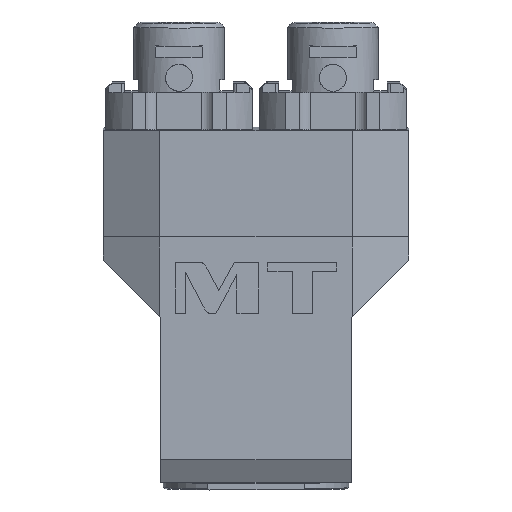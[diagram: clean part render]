
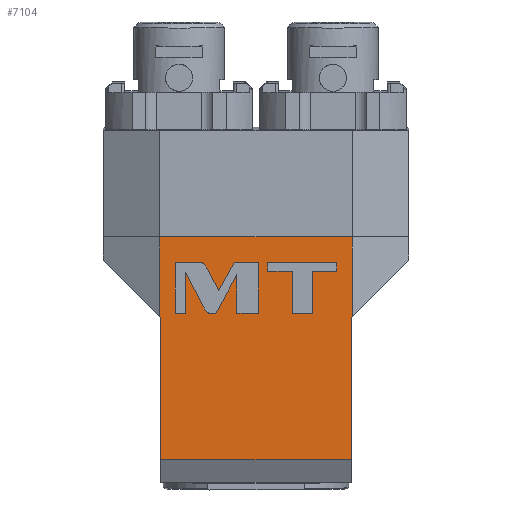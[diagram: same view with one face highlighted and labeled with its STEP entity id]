
A CAD part, left-side view. The second image highlights one B-rep face of the part: STEP entity #7104.
In plain terms, the highlighted planar face has unit normal (-1, 0, 0).
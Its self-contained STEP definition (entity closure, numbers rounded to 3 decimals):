
#749=DIRECTION('',(0.,0.,-1.));
#750=VECTOR('',#749,62.722);
#751=CARTESIAN_POINT('',(-115.8,-42.,6.));
#752=LINE('',#751,#750);
#753=DIRECTION('',(0.,-1.,0.));
#754=VECTOR('',#753,84.);
#755=CARTESIAN_POINT('',(-115.8,42.,-56.722));
#756=LINE('',#755,#754);
#757=DIRECTION('',(0.,0.,1.));
#758=VECTOR('',#757,62.722);
#759=CARTESIAN_POINT('',(-115.8,42.,-56.722));
#760=LINE('',#759,#758);
#761=DIRECTION('',(0.,0.707,0.707));
#762=VECTOR('',#761,0.707);
#763=CARTESIAN_POINT('',(-115.8,42.,6.));
#764=LINE('',#763,#762);
#765=DIRECTION('',(0.,0.,-1.));
#766=VECTOR('',#765,35.294);
#767=CARTESIAN_POINT('',(-115.8,42.5,41.794));
#768=LINE('',#767,#766);
#769=DIRECTION('',(0.,1.,0.));
#770=VECTOR('',#769,85.);
#771=CARTESIAN_POINT('',(-115.8,-42.5,41.794));
#772=LINE('',#771,#770);
#773=DIRECTION('',(0.,0.,1.));
#774=VECTOR('',#773,35.294);
#775=CARTESIAN_POINT('',(-115.8,-42.5,6.5));
#776=LINE('',#775,#774);
#777=DIRECTION('',(0.,0.707,-0.707));
#778=VECTOR('',#777,0.707);
#779=CARTESIAN_POINT('',(-115.8,-42.5,6.5));
#780=LINE('',#779,#778);
#781=CARTESIAN_POINT('',(-115.8,22.143,28.942));
#782=CARTESIAN_POINT('',(-115.8,22.609,29.841));
#783=CARTESIAN_POINT('',(-115.8,23.527,30.4));
#784=CARTESIAN_POINT('',(-115.8,24.539,30.4));
#786=DIRECTION('',(0.,1.,0.));
#787=VECTOR('',#786,11.261);
#788=CARTESIAN_POINT('',(-115.8,24.539,30.4));
#789=LINE('',#788,#787);
#790=DIRECTION('',(0.,0.,-1.));
#791=VECTOR('',#790,22.4);
#792=CARTESIAN_POINT('',(-115.8,35.8,30.4));
#793=LINE('',#792,#791);
#794=DIRECTION('',(0.,-1.,0.));
#795=VECTOR('',#794,4.659);
#796=CARTESIAN_POINT('',(-115.8,35.8,8.));
#797=LINE('',#796,#795);
#798=DIRECTION('',(0.,0.,1.));
#799=VECTOR('',#798,18.146);
#800=CARTESIAN_POINT('',(-115.8,31.141,8.));
#801=LINE('',#800,#799);
#802=DIRECTION('',(0.,-0.459,-0.888));
#803=VECTOR('',#802,18.787);
#804=CARTESIAN_POINT('',(-115.8,31.141,26.146));
#805=LINE('',#804,#803);
#806=CARTESIAN_POINT('',(-115.8,22.512,9.458));
#807=CARTESIAN_POINT('',(-115.8,22.046,8.558));
#808=CARTESIAN_POINT('',(-115.8,21.127,8.));
#809=CARTESIAN_POINT('',(-115.8,20.113,8.));
#811=DIRECTION('',(0.,-1.,0.));
#812=VECTOR('',#811,2.336);
#813=CARTESIAN_POINT('',(-115.8,20.113,8.));
#814=LINE('',#813,#812);
#815=DIRECTION('',(0.,-0.481,0.877));
#816=VECTOR('',#815,19.436);
#817=CARTESIAN_POINT('',(-115.8,17.777,8.));
#818=LINE('',#817,#816);
#819=DIRECTION('',(0.,0.,-1.));
#820=VECTOR('',#819,17.038);
#821=CARTESIAN_POINT('',(-115.8,8.425,25.038));
#822=LINE('',#821,#820);
#823=DIRECTION('',(0.,-1.,0.));
#824=VECTOR('',#823,9.426);
#825=CARTESIAN_POINT('',(-115.8,8.425,8.));
#826=LINE('',#825,#824);
#827=DIRECTION('',(0.,0.,1.));
#828=VECTOR('',#827,22.4);
#829=CARTESIAN_POINT('',(-115.8,-1.001,8.));
#830=LINE('',#829,#828);
#831=DIRECTION('',(0.,1.,0.));
#832=VECTOR('',#831,10.626);
#833=CARTESIAN_POINT('',(-115.8,-1.001,30.4));
#834=LINE('',#833,#832);
#835=DIRECTION('',(0.,0.481,-0.877));
#836=VECTOR('',#835,14.203);
#837=CARTESIAN_POINT('',(-115.8,9.626,30.4));
#838=LINE('',#837,#836);
#839=DIRECTION('',(0.,0.459,0.888));
#840=VECTOR('',#839,12.374);
#841=CARTESIAN_POINT('',(-115.8,16.46,17.95));
#842=LINE('',#841,#840);
#843=DIRECTION('',(0.,0.,-1.));
#844=VECTOR('',#843,18.586);
#845=CARTESIAN_POINT('',(-115.8,-16.065,26.586));
#846=LINE('',#845,#844);
#847=DIRECTION('',(0.,-1.,0.));
#848=VECTOR('',#847,8.874);
#849=CARTESIAN_POINT('',(-115.8,-16.065,8.));
#850=LINE('',#849,#848);
#851=DIRECTION('',(0.,0.,1.));
#852=VECTOR('',#851,18.586);
#853=CARTESIAN_POINT('',(-115.8,-24.938,8.));
#854=LINE('',#853,#852);
#855=DIRECTION('',(0.,-1.,0.));
#856=VECTOR('',#855,10.859);
#857=CARTESIAN_POINT('',(-115.8,-24.938,26.586));
#858=LINE('',#857,#856);
#859=DIRECTION('',(0.,0.,1.));
#860=VECTOR('',#859,3.814);
#861=CARTESIAN_POINT('',(-115.8,-35.798,26.586));
#862=LINE('',#861,#860);
#863=DIRECTION('',(0.,1.,0.));
#864=VECTOR('',#863,30.592);
#865=CARTESIAN_POINT('',(-115.8,-35.798,30.4));
#866=LINE('',#865,#864);
#867=DIRECTION('',(0.,0.,-1.));
#868=VECTOR('',#867,3.814);
#869=CARTESIAN_POINT('',(-115.8,-5.206,30.4));
#870=LINE('',#869,#868);
#871=DIRECTION('',(0.,-1.,0.));
#872=VECTOR('',#871,10.859);
#873=CARTESIAN_POINT('',(-115.8,-5.206,26.586));
#874=LINE('',#873,#872);
#5264=CARTESIAN_POINT('',(-115.8,-42.,6.));
#5265=CARTESIAN_POINT('',(-115.8,-42.,-56.722));
#5266=VERTEX_POINT('',#5264);
#5267=VERTEX_POINT('',#5265);
#5268=CARTESIAN_POINT('',(-115.8,42.,-56.722));
#5269=CARTESIAN_POINT('',(-115.8,42.,6.));
#5270=VERTEX_POINT('',#5268);
#5271=VERTEX_POINT('',#5269);
#5290=CARTESIAN_POINT('',(-115.8,-42.5,6.5));
#5291=VERTEX_POINT('',#5290);
#5292=CARTESIAN_POINT('',(-115.8,-42.5,41.794));
#5293=VERTEX_POINT('',#5292);
#5294=CARTESIAN_POINT('',(-115.8,42.5,6.5));
#5296=VERTEX_POINT('',#5294);
#5300=CARTESIAN_POINT('',(-115.8,42.5,41.794));
#5301=VERTEX_POINT('',#5300);
#6297=CARTESIAN_POINT('',(-115.8,22.143,28.942));
#6298=VERTEX_POINT('',#6297);
#6299=CARTESIAN_POINT('',(-115.8,24.539,30.4));
#6300=VERTEX_POINT('',#6299);
#6301=CARTESIAN_POINT('',(-115.8,35.8,30.4));
#6302=VERTEX_POINT('',#6301);
#6303=CARTESIAN_POINT('',(-115.8,35.8,8.));
#6304=VERTEX_POINT('',#6303);
#6305=CARTESIAN_POINT('',(-115.8,31.141,8.));
#6306=VERTEX_POINT('',#6305);
#6307=CARTESIAN_POINT('',(-115.8,31.141,26.146));
#6308=VERTEX_POINT('',#6307);
#6309=CARTESIAN_POINT('',(-115.8,22.512,9.458));
#6310=VERTEX_POINT('',#6309);
#6311=CARTESIAN_POINT('',(-115.8,20.113,8.));
#6312=VERTEX_POINT('',#6311);
#6313=CARTESIAN_POINT('',(-115.8,17.777,8.));
#6314=VERTEX_POINT('',#6313);
#6315=CARTESIAN_POINT('',(-115.8,8.425,25.038));
#6316=VERTEX_POINT('',#6315);
#6317=CARTESIAN_POINT('',(-115.8,8.425,8.));
#6318=VERTEX_POINT('',#6317);
#6319=CARTESIAN_POINT('',(-115.8,-1.001,8.));
#6320=VERTEX_POINT('',#6319);
#6321=CARTESIAN_POINT('',(-115.8,-1.001,30.4));
#6322=VERTEX_POINT('',#6321);
#6323=CARTESIAN_POINT('',(-115.8,9.626,30.4));
#6324=VERTEX_POINT('',#6323);
#6325=CARTESIAN_POINT('',(-115.8,16.46,17.95));
#6326=VERTEX_POINT('',#6325);
#6327=CARTESIAN_POINT('',(-115.8,-16.065,26.586));
#6328=VERTEX_POINT('',#6327);
#6329=CARTESIAN_POINT('',(-115.8,-16.065,8.));
#6330=VERTEX_POINT('',#6329);
#6331=CARTESIAN_POINT('',(-115.8,-24.938,8.));
#6332=VERTEX_POINT('',#6331);
#6333=CARTESIAN_POINT('',(-115.8,-24.938,26.586));
#6334=VERTEX_POINT('',#6333);
#6335=CARTESIAN_POINT('',(-115.8,-35.798,26.586));
#6336=VERTEX_POINT('',#6335);
#6337=CARTESIAN_POINT('',(-115.8,-35.798,30.4));
#6338=VERTEX_POINT('',#6337);
#6339=CARTESIAN_POINT('',(-115.8,-5.206,30.4));
#6340=VERTEX_POINT('',#6339);
#6341=CARTESIAN_POINT('',(-115.8,-5.206,26.586));
#6342=VERTEX_POINT('',#6341);
#7038=CARTESIAN_POINT('',(-115.8,0.,0.));
#7039=DIRECTION('',(1.,0.,0.));
#7040=DIRECTION('',(0.,1.,0.));
#7041=AXIS2_PLACEMENT_3D('',#7038,#7039,#7040);
#7042=PLANE('',#7041);
#7043=ORIENTED_EDGE('',*,*,#6827,.T.);
#7045=ORIENTED_EDGE('',*,*,#7044,.F.);
#7046=ORIENTED_EDGE('',*,*,#6679,.T.);
#7047=ORIENTED_EDGE('',*,*,#7015,.T.);
#7048=ORIENTED_EDGE('',*,*,#7033,.F.);
#7049=ORIENTED_EDGE('',*,*,#6933,.F.);
#7050=ORIENTED_EDGE('',*,*,#6894,.F.);
#7051=ORIENTED_EDGE('',*,*,#6881,.T.);
#7052=EDGE_LOOP('',(#7043,#7045,#7046,#7047,#7048,#7049,#7050,#7051));
#7053=FACE_OUTER_BOUND('',#7052,.F.);
#7055=ORIENTED_EDGE('',*,*,#7054,.T.);
#7057=ORIENTED_EDGE('',*,*,#7056,.T.);
#7059=ORIENTED_EDGE('',*,*,#7058,.T.);
#7061=ORIENTED_EDGE('',*,*,#7060,.T.);
#7063=ORIENTED_EDGE('',*,*,#7062,.T.);
#7065=ORIENTED_EDGE('',*,*,#7064,.T.);
#7067=ORIENTED_EDGE('',*,*,#7066,.T.);
#7069=ORIENTED_EDGE('',*,*,#7068,.T.);
#7071=ORIENTED_EDGE('',*,*,#7070,.T.);
#7073=ORIENTED_EDGE('',*,*,#7072,.T.);
#7075=ORIENTED_EDGE('',*,*,#7074,.T.);
#7077=ORIENTED_EDGE('',*,*,#7076,.T.);
#7079=ORIENTED_EDGE('',*,*,#7078,.T.);
#7081=ORIENTED_EDGE('',*,*,#7080,.T.);
#7083=ORIENTED_EDGE('',*,*,#7082,.T.);
#7084=EDGE_LOOP('',(#7055,#7057,#7059,#7061,#7063,#7065,#7067,#7069,#7071,#7073,
#7075,#7077,#7079,#7081,#7083));
#7085=FACE_BOUND('',#7084,.F.);
#7087=ORIENTED_EDGE('',*,*,#7086,.T.);
#7089=ORIENTED_EDGE('',*,*,#7088,.T.);
#7091=ORIENTED_EDGE('',*,*,#7090,.T.);
#7093=ORIENTED_EDGE('',*,*,#7092,.T.);
#7095=ORIENTED_EDGE('',*,*,#7094,.T.);
#7097=ORIENTED_EDGE('',*,*,#7096,.T.);
#7099=ORIENTED_EDGE('',*,*,#7098,.T.);
#7101=ORIENTED_EDGE('',*,*,#7100,.T.);
#7102=EDGE_LOOP('',(#7087,#7089,#7091,#7093,#7095,#7097,#7099,#7101));
#7103=FACE_BOUND('',#7102,.F.);
#7104=ADVANCED_FACE('',(#7053,#7085,#7103),#7042,.F.);
#785=B_SPLINE_CURVE_WITH_KNOTS('',3,(#781,#782,#783,#784),.UNSPECIFIED.,.F.,.F.,
(4,4),(0.,1.),.UNSPECIFIED.);
#810=B_SPLINE_CURVE_WITH_KNOTS('',3,(#806,#807,#808,#809),.UNSPECIFIED.,.F.,.F.,
(4,4),(0.,1.),.UNSPECIFIED.);
#6679=EDGE_CURVE('',#5270,#5271,#760,.T.);
#6827=EDGE_CURVE('',#5266,#5267,#752,.T.);
#6881=EDGE_CURVE('',#5291,#5266,#780,.T.);
#6894=EDGE_CURVE('',#5291,#5293,#776,.T.);
#6933=EDGE_CURVE('',#5293,#5301,#772,.T.);
#7015=EDGE_CURVE('',#5271,#5296,#764,.T.);
#7033=EDGE_CURVE('',#5301,#5296,#768,.T.);
#7044=EDGE_CURVE('',#5270,#5267,#756,.T.);
#7054=EDGE_CURVE('',#6298,#6300,#785,.T.);
#7056=EDGE_CURVE('',#6300,#6302,#789,.T.);
#7058=EDGE_CURVE('',#6302,#6304,#793,.T.);
#7060=EDGE_CURVE('',#6304,#6306,#797,.T.);
#7062=EDGE_CURVE('',#6306,#6308,#801,.T.);
#7064=EDGE_CURVE('',#6308,#6310,#805,.T.);
#7066=EDGE_CURVE('',#6310,#6312,#810,.T.);
#7068=EDGE_CURVE('',#6312,#6314,#814,.T.);
#7070=EDGE_CURVE('',#6314,#6316,#818,.T.);
#7072=EDGE_CURVE('',#6316,#6318,#822,.T.);
#7074=EDGE_CURVE('',#6318,#6320,#826,.T.);
#7076=EDGE_CURVE('',#6320,#6322,#830,.T.);
#7078=EDGE_CURVE('',#6322,#6324,#834,.T.);
#7080=EDGE_CURVE('',#6324,#6326,#838,.T.);
#7082=EDGE_CURVE('',#6326,#6298,#842,.T.);
#7086=EDGE_CURVE('',#6328,#6330,#846,.T.);
#7088=EDGE_CURVE('',#6330,#6332,#850,.T.);
#7090=EDGE_CURVE('',#6332,#6334,#854,.T.);
#7092=EDGE_CURVE('',#6334,#6336,#858,.T.);
#7094=EDGE_CURVE('',#6336,#6338,#862,.T.);
#7096=EDGE_CURVE('',#6338,#6340,#866,.T.);
#7098=EDGE_CURVE('',#6340,#6342,#870,.T.);
#7100=EDGE_CURVE('',#6342,#6328,#874,.T.);
